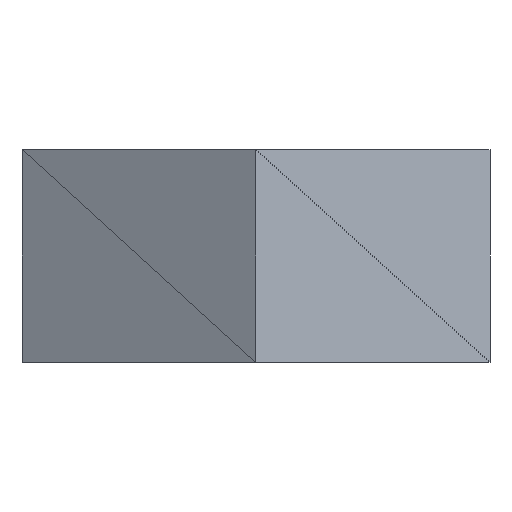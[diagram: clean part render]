
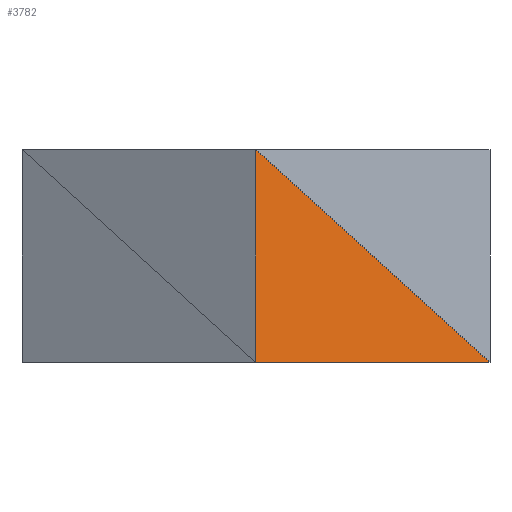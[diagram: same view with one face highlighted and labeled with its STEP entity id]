
A CAD part, left-side view. The second image highlights one B-rep face of the part: STEP entity #3782.
In plain terms, the highlighted planar face has unit normal (-0.866, -0.5, 0).
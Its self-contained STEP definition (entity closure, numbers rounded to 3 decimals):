
#1802 = VERTEX_POINT('',#1803);
#1803 = CARTESIAN_POINT('',(-1.587,-2.748,0.));
#2089 = VERTEX_POINT('',#2090);
#2090 = CARTESIAN_POINT('',(-3.173,0.,0.));
#2252 = PLANE('',#2253);
#2253 = AXIS2_PLACEMENT_3D('',#2254,#2255,#2256);
#2254 = CARTESIAN_POINT('',(-2.079,-1.196,0.));
#2255 = DIRECTION('',(-0.,-0.,-1.));
#2256 = DIRECTION('',(-1.,0.,0.));
#2321 = EDGE_CURVE('',#1802,#2089,#2322,.T.);
#2322 = SURFACE_CURVE('',#2323,(#2327,#2334),.PCURVE_S1.);
#2323 = LINE('',#2324,#2325);
#2324 = CARTESIAN_POINT('',(-1.587,-2.748,0.));
#2325 = VECTOR('',#2326,1.);
#2326 = DIRECTION('',(-0.5,0.866,0.));
#2327 = PCURVE('',#2252,#2328);
#2328 = DEFINITIONAL_REPRESENTATION('',(#2329),#2333);
#2329 = LINE('',#2330,#2331);
#2330 = CARTESIAN_POINT('',(-0.492,-1.552));
#2331 = VECTOR('',#2332,1.);
#2332 = DIRECTION('',(0.5,0.866));
#2333 = ( GEOMETRIC_REPRESENTATION_CONTEXT(2) 
PARAMETRIC_REPRESENTATION_CONTEXT() REPRESENTATION_CONTEXT('2D SPACE',''
  ) );
#2334 = PCURVE('',#2335,#2340);
#2335 = PLANE('',#2336);
#2336 = AXIS2_PLACEMENT_3D('',#2337,#2338,#2339);
#2337 = CARTESIAN_POINT('',(-2.584,-1.02,
    0.842));
#2338 = DIRECTION('',(-0.866,-0.5,0.
    ));
#2339 = DIRECTION('',(0.5,-0.866,0.));
#2340 = DEFINITIONAL_REPRESENTATION('',(#2341),#2345);
#2341 = LINE('',#2342,#2343);
#2342 = CARTESIAN_POINT('',(1.995,-0.842));
#2343 = VECTOR('',#2344,1.);
#2344 = DIRECTION('',(-1.,0.));
#2345 = ( GEOMETRIC_REPRESENTATION_CONTEXT(2) 
PARAMETRIC_REPRESENTATION_CONTEXT() REPRESENTATION_CONTEXT('2D SPACE',''
  ) );
#3782 = ADVANCED_FACE('',(#3783),#2335,.T.);
#3783 = FACE_BOUND('',#3784,.T.);
#3784 = EDGE_LOOP('',(#3785,#3813,#3839));
#3785 = ORIENTED_EDGE('',*,*,#3786,.T.);
#3786 = EDGE_CURVE('',#1802,#3787,#3789,.T.);
#3787 = VERTEX_POINT('',#3788);
#3788 = CARTESIAN_POINT('',(-3.173,0.,2.5));
#3789 = SURFACE_CURVE('',#3790,(#3794,#3801),.PCURVE_S1.);
#3790 = LINE('',#3791,#3792);
#3791 = CARTESIAN_POINT('',(-1.587,-2.748,0.));
#3792 = VECTOR('',#3793,1.);
#3793 = DIRECTION('',(-0.393,0.68,0.619));
#3794 = PCURVE('',#2335,#3795);
#3795 = DEFINITIONAL_REPRESENTATION('',(#3796),#3800);
#3796 = LINE('',#3797,#3798);
#3797 = CARTESIAN_POINT('',(1.995,-0.842));
#3798 = VECTOR('',#3799,1.);
#3799 = DIRECTION('',(-0.786,0.619));
#3800 = ( GEOMETRIC_REPRESENTATION_CONTEXT(2) 
PARAMETRIC_REPRESENTATION_CONTEXT() REPRESENTATION_CONTEXT('2D SPACE',''
  ) );
#3801 = PCURVE('',#3802,#3807);
#3802 = PLANE('',#3803);
#3803 = AXIS2_PLACEMENT_3D('',#3804,#3805,#3806);
#3804 = CARTESIAN_POINT('',(-2.176,-1.728,
    1.658));
#3805 = DIRECTION('',(-0.866,-0.5,0.
    ));
#3806 = DIRECTION('',(0.5,-0.866,0.)
  );
#3807 = DEFINITIONAL_REPRESENTATION('',(#3808),#3812);
#3808 = LINE('',#3809,#3810);
#3809 = CARTESIAN_POINT('',(1.178,-1.658));
#3810 = VECTOR('',#3811,1.);
#3811 = DIRECTION('',(-0.786,0.619));
#3812 = ( GEOMETRIC_REPRESENTATION_CONTEXT(2) 
PARAMETRIC_REPRESENTATION_CONTEXT() REPRESENTATION_CONTEXT('2D SPACE',''
  ) );
#3813 = ORIENTED_EDGE('',*,*,#3814,.T.);
#3814 = EDGE_CURVE('',#3787,#2089,#3815,.T.);
#3815 = SURFACE_CURVE('',#3816,(#3820,#3827),.PCURVE_S1.);
#3816 = LINE('',#3817,#3818);
#3817 = CARTESIAN_POINT('',(-3.173,0.,2.5));
#3818 = VECTOR('',#3819,1.);
#3819 = DIRECTION('',(0.,0.,-1.));
#3820 = PCURVE('',#2335,#3821);
#3821 = DEFINITIONAL_REPRESENTATION('',(#3822),#3826);
#3822 = LINE('',#3823,#3824);
#3823 = CARTESIAN_POINT('',(-1.178,1.658));
#3824 = VECTOR('',#3825,1.);
#3825 = DIRECTION('',(0.,-1.));
#3826 = ( GEOMETRIC_REPRESENTATION_CONTEXT(2) 
PARAMETRIC_REPRESENTATION_CONTEXT() REPRESENTATION_CONTEXT('2D SPACE',''
  ) );
#3827 = PCURVE('',#3828,#3833);
#3828 = PLANE('',#3829);
#3829 = AXIS2_PLACEMENT_3D('',#3830,#3831,#3832);
#3830 = CARTESIAN_POINT('',(-2.584,1.02,
    1.658));
#3831 = DIRECTION('',(-0.866,0.5,0.)
  );
#3832 = DIRECTION('',(-0.5,-0.866,0.));
#3833 = DEFINITIONAL_REPRESENTATION('',(#3834),#3838);
#3834 = LINE('',#3835,#3836);
#3835 = CARTESIAN_POINT('',(1.178,0.842));
#3836 = VECTOR('',#3837,1.);
#3837 = DIRECTION('',(0.,-1.));
#3838 = ( GEOMETRIC_REPRESENTATION_CONTEXT(2) 
PARAMETRIC_REPRESENTATION_CONTEXT() REPRESENTATION_CONTEXT('2D SPACE',''
  ) );
#3839 = ORIENTED_EDGE('',*,*,#2321,.F.);
